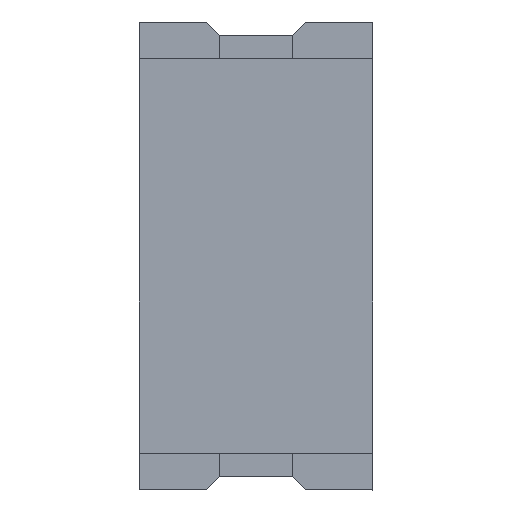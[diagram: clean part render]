
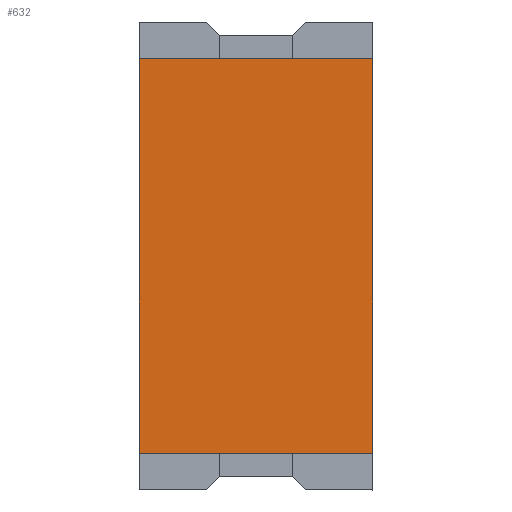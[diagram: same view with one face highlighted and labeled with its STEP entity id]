
A CAD part, top view. The second image highlights one B-rep face of the part: STEP entity #632.
In plain terms, the highlighted planar face has unit normal (0, 0, 1).
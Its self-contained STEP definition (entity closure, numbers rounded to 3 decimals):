
#330 = VERTEX_POINT('',#331);
#331 = CARTESIAN_POINT('',(-0.8,1.35,0.6));
#337 = EDGE_CURVE('',#330,#338,#340,.T.);
#338 = VERTEX_POINT('',#339);
#339 = CARTESIAN_POINT('',(-0.8,-1.35,0.6));
#340 = LINE('',#341,#342);
#341 = CARTESIAN_POINT('',(-0.8,1.35,0.6));
#342 = VECTOR('',#343,1.);
#343 = DIRECTION('',(0.,-1.,0.));
#442 = EDGE_CURVE('',#338,#443,#445,.T.);
#443 = VERTEX_POINT('',#444);
#444 = CARTESIAN_POINT('',(0.8,-1.35,0.6));
#445 = LINE('',#446,#447);
#446 = CARTESIAN_POINT('',(-0.8,-1.35,0.6));
#447 = VECTOR('',#448,1.);
#448 = DIRECTION('',(1.,0.,0.));
#608 = VERTEX_POINT('',#609);
#609 = CARTESIAN_POINT('',(0.8,1.35,0.6));
#615 = EDGE_CURVE('',#330,#608,#616,.T.);
#616 = LINE('',#617,#618);
#617 = CARTESIAN_POINT('',(-0.8,1.35,0.6));
#618 = VECTOR('',#619,1.);
#619 = DIRECTION('',(1.,0.,0.));
#632 = ADVANCED_FACE('',(#633),#644,.F.);
#633 = FACE_BOUND('',#634,.F.);
#634 = EDGE_LOOP('',(#635,#636,#642,#643));
#635 = ORIENTED_EDGE('',*,*,#615,.T.);
#636 = ORIENTED_EDGE('',*,*,#637,.T.);
#637 = EDGE_CURVE('',#608,#443,#638,.T.);
#638 = LINE('',#639,#640);
#639 = CARTESIAN_POINT('',(0.8,1.35,0.6));
#640 = VECTOR('',#641,1.);
#641 = DIRECTION('',(0.,-1.,0.));
#642 = ORIENTED_EDGE('',*,*,#442,.F.);
#643 = ORIENTED_EDGE('',*,*,#337,.F.);
#644 = PLANE('',#645);
#645 = AXIS2_PLACEMENT_3D('',#646,#647,#648);
#646 = CARTESIAN_POINT('',(-0.8,1.35,0.6));
#647 = DIRECTION('',(0.,0.,-1.));
#648 = DIRECTION('',(0.,-1.,0.));
